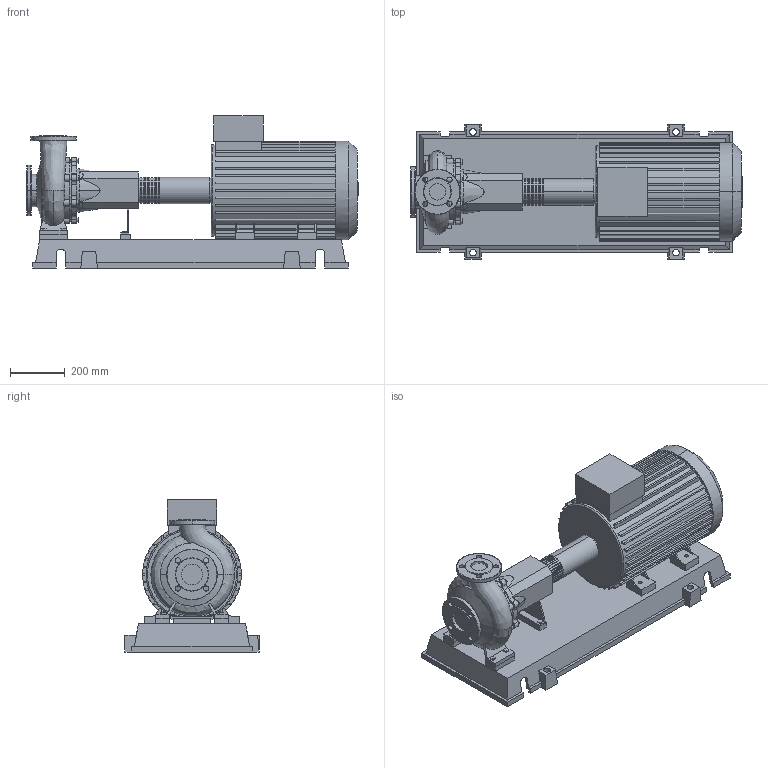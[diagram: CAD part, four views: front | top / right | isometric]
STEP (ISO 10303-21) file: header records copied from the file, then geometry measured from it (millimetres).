
FILE_DESCRIPTION((''),'2;1');
FILE_NAME('3d_NL50_200-22-2-12-4109091.stp','2015-03-03T07:12:33',(''),(''),'Mechanical Desktop 2009','Mechanical Desktop 2009',', , ');
FILE_SCHEMA(('CONFIG_CONTROL_DESIGN'));
Length unit declared in the file: millimetre
Products named in the file (1): Product
Bounding box: 1211 x 490 x 555 mm (x, y, z)
Volume: 76309695.7 mm3; surface area: 3668667.9 mm2
Topology: 14 solids, 14 shells, 853 faces, 2228 edges, 1466 vertices
Faces by surface type: plane 448, cylinder 199, bspline 192, cone 8, torus 6
Entity records: 30904 total; most frequent: CARTESIAN_POINT 9950, ORIENTED_EDGE 4458, DIRECTION 4131, EDGE_CURVE 2229, VERTEX_POINT 1464, VECTOR 1431, LINE 1431, AXIS2_PLACEMENT_3D 1350
